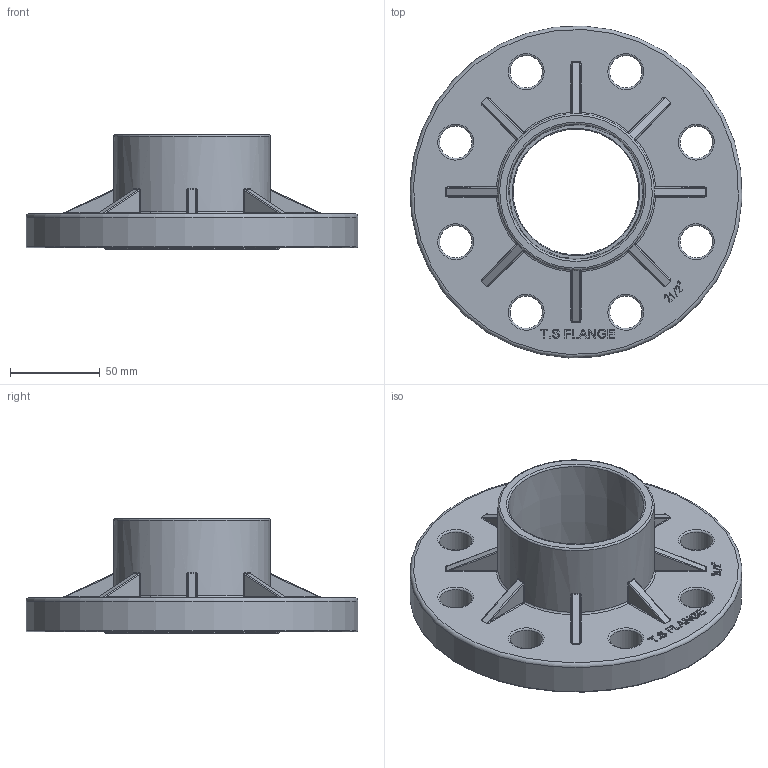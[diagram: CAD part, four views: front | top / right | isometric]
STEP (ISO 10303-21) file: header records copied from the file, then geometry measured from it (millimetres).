
FILE_DESCRIPTION(/* description */ (''),/* implementation_level */ '2;1');
FILE_NAME(/* name */ '75固定法兰.stp',/* time_stamp */ '2024-09-07T16:41:58+08:00',/* author */ (''),/* organization */ (''),/* preprocessor_version */ 'ST-DEVELOPER v16',/* originating_system */ 'SIEMENS PLM Software NX 10.0',/* authorisation */ '');
FILE_SCHEMA (('AUTOMOTIVE_DESIGN { 1 0 10303 214 3 1 1 1 }'));
Length unit declared in the file: millimetre
Products named in the file (1): gelv12A01B86f2bt
Bounding box: 184.82 x 184.82 x 64 mm (x, y, z)
Volume: 352511.4 mm3; surface area: 107227.4 mm2
Topology: 1 solids, 1 shells, 948 faces, 2242 edges, 1287 vertices
Faces by surface type: plane 224, torus 221, bspline 178, cylinder 168, cone 79, extrusion 40, sphere 38
Full cylindrical faces by diameter (mm): 18 x8, 70 x1, 77 x1, 79 x1, 86 x1, 87 x1, 88 x1, 95 x1, 97 x1, 185 x1
Entity records: 31866 total; most frequent: CARTESIAN_POINT 11113, ORIENTED_EDGE 4288, DIRECTION 4067, EDGE_CURVE 2144, AXIS2_PLACEMENT_3D 1686, VERTEX_POINT 1270, EDGE_LOOP 1038, ADVANCED_FACE 948
